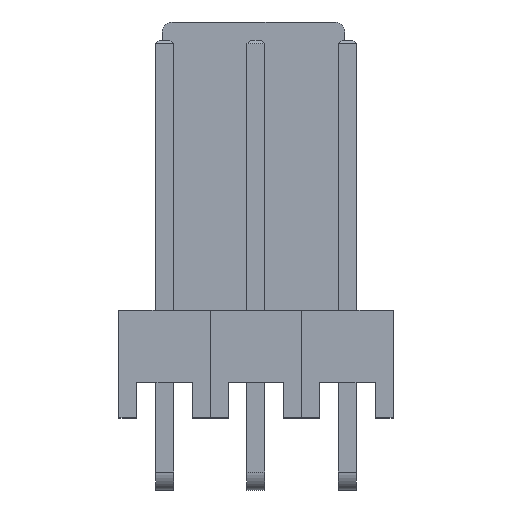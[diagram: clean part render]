
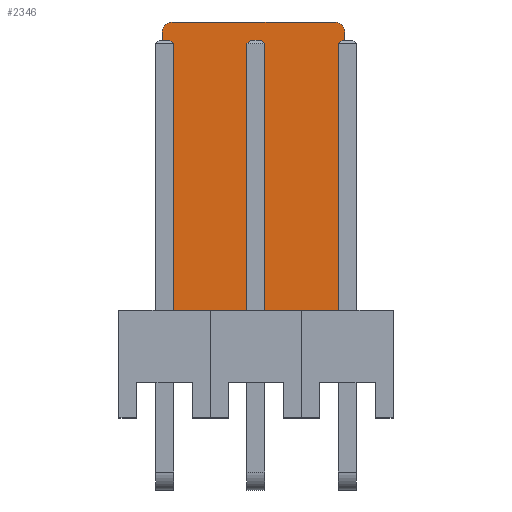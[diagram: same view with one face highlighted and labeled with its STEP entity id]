
A CAD part, front view. The second image highlights one B-rep face of the part: STEP entity #2346.
In plain terms, the highlighted face is planar.
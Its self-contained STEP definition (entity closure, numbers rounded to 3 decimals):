
#1996 = PLANE('',#1997);
#1997 = AXIS2_PLACEMENT_3D('',#1998,#1999,#2000);
#1998 = CARTESIAN_POINT('',(6.28,3.,0.));
#1999 = DIRECTION('',(-1.,0.,0.));
#2000 = DIRECTION('',(0.,1.,0.));
#2021 = VERTEX_POINT('',#2022);
#2022 = CARTESIAN_POINT('',(6.28,3.,1.));
#2036 = PLANE('',#2037);
#2037 = AXIS2_PLACEMENT_3D('',#2038,#2039,#2040);
#2038 = CARTESIAN_POINT('',(1.2,3.,0.));
#2039 = DIRECTION('',(0.,1.,0.));
#2040 = DIRECTION('',(1.,0.,0.));
#2048 = EDGE_CURVE('',#2021,#2049,#2051,.T.);
#2049 = VERTEX_POINT('',#2050);
#2050 = CARTESIAN_POINT('',(6.28,10.7,1.));
#2051 = SURFACE_CURVE('',#2052,(#2056,#2063),.PCURVE_S1.);
#2052 = LINE('',#2053,#2054);
#2053 = CARTESIAN_POINT('',(6.28,3.,1.));
#2054 = VECTOR('',#2055,1.);
#2055 = DIRECTION('',(0.,1.,0.));
#2056 = PCURVE('',#1996,#2057);
#2057 = DEFINITIONAL_REPRESENTATION('',(#2058),#2062);
#2058 = LINE('',#2059,#2060);
#2059 = CARTESIAN_POINT('',(0.,-1.));
#2060 = VECTOR('',#2061,1.);
#2061 = DIRECTION('',(1.,0.));
#2062 = ( GEOMETRIC_REPRESENTATION_CONTEXT(2) 
PARAMETRIC_REPRESENTATION_CONTEXT() REPRESENTATION_CONTEXT('2D SPACE',''
  ) );
#2063 = PCURVE('',#2064,#2069);
#2064 = PLANE('',#2065);
#2065 = AXIS2_PLACEMENT_3D('',#2066,#2067,#2068);
#2066 = CARTESIAN_POINT('',(6.28,3.,1.));
#2067 = DIRECTION('',(0.,0.,-1.));
#2068 = DIRECTION('',(0.,1.,0.));
#2069 = DEFINITIONAL_REPRESENTATION('',(#2070),#2074);
#2070 = LINE('',#2071,#2072);
#2071 = CARTESIAN_POINT('',(0.,0.));
#2072 = VECTOR('',#2073,1.);
#2073 = DIRECTION('',(1.,0.));
#2074 = ( GEOMETRIC_REPRESENTATION_CONTEXT(2) 
PARAMETRIC_REPRESENTATION_CONTEXT() REPRESENTATION_CONTEXT('2D SPACE',''
  ) );
#2090 = CYLINDRICAL_SURFACE('',#2091,0.3);
#2091 = AXIS2_PLACEMENT_3D('',#2092,#2093,#2094);
#2092 = CARTESIAN_POINT('',(5.98,10.7,0.));
#2093 = DIRECTION('',(0.,0.,1.));
#2094 = DIRECTION('',(1.,0.,-0.));
#2145 = PLANE('',#2146);
#2146 = AXIS2_PLACEMENT_3D('',#2147,#2148,#2149);
#2147 = CARTESIAN_POINT('',(1.2,11.,0.));
#2148 = DIRECTION('',(1.,0.,0.));
#2149 = DIRECTION('',(0.,-1.,0.));
#2178 = CYLINDRICAL_SURFACE('',#2179,0.3);
#2179 = AXIS2_PLACEMENT_3D('',#2180,#2181,#2182);
#2180 = CARTESIAN_POINT('',(1.5,10.7,0.));
#2181 = DIRECTION('',(0.,0.,1.));
#2182 = DIRECTION('',(-0.,1.,0.));
#2206 = PLANE('',#2207);
#2207 = AXIS2_PLACEMENT_3D('',#2208,#2209,#2210);
#2208 = CARTESIAN_POINT('',(6.28,11.,0.));
#2209 = DIRECTION('',(0.,-1.,0.));
#2210 = DIRECTION('',(-1.,0.,0.));
#2249 = VERTEX_POINT('',#2250);
#2250 = CARTESIAN_POINT('',(5.98,11.,1.));
#2271 = EDGE_CURVE('',#2049,#2249,#2272,.T.);
#2272 = SURFACE_CURVE('',#2273,(#2278,#2285),.PCURVE_S1.);
#2273 = CIRCLE('',#2274,0.3);
#2274 = AXIS2_PLACEMENT_3D('',#2275,#2276,#2277);
#2275 = CARTESIAN_POINT('',(5.98,10.7,1.));
#2276 = DIRECTION('',(0.,0.,1.));
#2277 = DIRECTION('',(0.,-1.,0.));
#2278 = PCURVE('',#2090,#2279);
#2279 = DEFINITIONAL_REPRESENTATION('',(#2280),#2284);
#2280 = LINE('',#2281,#2282);
#2281 = CARTESIAN_POINT('',(-1.571,1.));
#2282 = VECTOR('',#2283,1.);
#2283 = DIRECTION('',(1.,0.));
#2284 = ( GEOMETRIC_REPRESENTATION_CONTEXT(2) 
PARAMETRIC_REPRESENTATION_CONTEXT() REPRESENTATION_CONTEXT('2D SPACE',''
  ) );
#2285 = PCURVE('',#2064,#2286);
#2286 = DEFINITIONAL_REPRESENTATION('',(#2287),#2295);
#2287 = ( BOUNDED_CURVE() B_SPLINE_CURVE(2,(#2288,#2289,#2290,#2291,
#2292,#2293,#2294),.UNSPECIFIED.,.F.,.F.) B_SPLINE_CURVE_WITH_KNOTS((1,2
    ,2,2,2,1),(-2.094,0.,2.094,4.189,
6.283,8.378),.UNSPECIFIED.) CURVE() 
GEOMETRIC_REPRESENTATION_ITEM() RATIONAL_B_SPLINE_CURVE((1.,0.5,1.,0.5,
1.,0.5,1.)) REPRESENTATION_ITEM('') );
#2288 = CARTESIAN_POINT('',(7.4,-0.3));
#2289 = CARTESIAN_POINT('',(7.4,0.22));
#2290 = CARTESIAN_POINT('',(7.85,-0.04));
#2291 = CARTESIAN_POINT('',(8.3,-0.3));
#2292 = CARTESIAN_POINT('',(7.85,-0.56));
#2293 = CARTESIAN_POINT('',(7.4,-0.82));
#2294 = CARTESIAN_POINT('',(7.4,-0.3));
#2295 = ( GEOMETRIC_REPRESENTATION_CONTEXT(2) 
PARAMETRIC_REPRESENTATION_CONTEXT() REPRESENTATION_CONTEXT('2D SPACE',''
  ) );
#2302 = VERTEX_POINT('',#2303);
#2303 = CARTESIAN_POINT('',(1.2,3.,1.));
#2324 = EDGE_CURVE('',#2302,#2021,#2325,.T.);
#2325 = SURFACE_CURVE('',#2326,(#2330,#2337),.PCURVE_S1.);
#2326 = LINE('',#2327,#2328);
#2327 = CARTESIAN_POINT('',(1.2,3.,1.));
#2328 = VECTOR('',#2329,1.);
#2329 = DIRECTION('',(1.,0.,0.));
#2330 = PCURVE('',#2036,#2331);
#2331 = DEFINITIONAL_REPRESENTATION('',(#2332),#2336);
#2332 = LINE('',#2333,#2334);
#2333 = CARTESIAN_POINT('',(0.,-1.));
#2334 = VECTOR('',#2335,1.);
#2335 = DIRECTION('',(1.,0.));
#2336 = ( GEOMETRIC_REPRESENTATION_CONTEXT(2) 
PARAMETRIC_REPRESENTATION_CONTEXT() REPRESENTATION_CONTEXT('2D SPACE',''
  ) );
#2337 = PCURVE('',#2064,#2338);
#2338 = DEFINITIONAL_REPRESENTATION('',(#2339),#2343);
#2339 = LINE('',#2340,#2341);
#2340 = CARTESIAN_POINT('',(0.,-5.08));
#2341 = VECTOR('',#2342,1.);
#2342 = DIRECTION('',(0.,1.));
#2343 = ( GEOMETRIC_REPRESENTATION_CONTEXT(2) 
PARAMETRIC_REPRESENTATION_CONTEXT() REPRESENTATION_CONTEXT('2D SPACE',''
  ) );
#2346 = ADVANCED_FACE('',(#2347),#2064,.F.);
#2347 = FACE_BOUND('',#2348,.F.);
#2348 = EDGE_LOOP('',(#2349,#2350,#2351,#2374,#2402,#2423));
#2349 = ORIENTED_EDGE('',*,*,#2048,.F.);
#2350 = ORIENTED_EDGE('',*,*,#2324,.F.);
#2351 = ORIENTED_EDGE('',*,*,#2352,.F.);
#2352 = EDGE_CURVE('',#2353,#2302,#2355,.T.);
#2353 = VERTEX_POINT('',#2354);
#2354 = CARTESIAN_POINT('',(1.2,10.7,1.));
#2355 = SURFACE_CURVE('',#2356,(#2360,#2367),.PCURVE_S1.);
#2356 = LINE('',#2357,#2358);
#2357 = CARTESIAN_POINT('',(1.2,11.,1.));
#2358 = VECTOR('',#2359,1.);
#2359 = DIRECTION('',(0.,-1.,0.));
#2360 = PCURVE('',#2064,#2361);
#2361 = DEFINITIONAL_REPRESENTATION('',(#2362),#2366);
#2362 = LINE('',#2363,#2364);
#2363 = CARTESIAN_POINT('',(8.,-5.08));
#2364 = VECTOR('',#2365,1.);
#2365 = DIRECTION('',(-1.,0.));
#2366 = ( GEOMETRIC_REPRESENTATION_CONTEXT(2) 
PARAMETRIC_REPRESENTATION_CONTEXT() REPRESENTATION_CONTEXT('2D SPACE',''
  ) );
#2367 = PCURVE('',#2145,#2368);
#2368 = DEFINITIONAL_REPRESENTATION('',(#2369),#2373);
#2369 = LINE('',#2370,#2371);
#2370 = CARTESIAN_POINT('',(0.,-1.));
#2371 = VECTOR('',#2372,1.);
#2372 = DIRECTION('',(1.,0.));
#2373 = ( GEOMETRIC_REPRESENTATION_CONTEXT(2) 
PARAMETRIC_REPRESENTATION_CONTEXT() REPRESENTATION_CONTEXT('2D SPACE',''
  ) );
#2374 = ORIENTED_EDGE('',*,*,#2375,.F.);
#2375 = EDGE_CURVE('',#2376,#2353,#2378,.T.);
#2376 = VERTEX_POINT('',#2377);
#2377 = CARTESIAN_POINT('',(1.5,11.,1.));
#2378 = SURFACE_CURVE('',#2379,(#2384,#2395),.PCURVE_S1.);
#2379 = CIRCLE('',#2380,0.3);
#2380 = AXIS2_PLACEMENT_3D('',#2381,#2382,#2383);
#2381 = CARTESIAN_POINT('',(1.5,10.7,1.));
#2382 = DIRECTION('',(0.,0.,1.));
#2383 = DIRECTION('',(0.,-1.,0.));
#2384 = PCURVE('',#2064,#2385);
#2385 = DEFINITIONAL_REPRESENTATION('',(#2386),#2394);
#2386 = ( BOUNDED_CURVE() B_SPLINE_CURVE(2,(#2387,#2388,#2389,#2390,
#2391,#2392,#2393),.UNSPECIFIED.,.F.,.F.) B_SPLINE_CURVE_WITH_KNOTS((1,2
    ,2,2,2,1),(-2.094,0.,2.094,4.189,
6.283,8.378),.UNSPECIFIED.) CURVE() 
GEOMETRIC_REPRESENTATION_ITEM() RATIONAL_B_SPLINE_CURVE((1.,0.5,1.,0.5,
1.,0.5,1.)) REPRESENTATION_ITEM('') );
#2387 = CARTESIAN_POINT('',(7.4,-4.78));
#2388 = CARTESIAN_POINT('',(7.4,-4.26));
#2389 = CARTESIAN_POINT('',(7.85,-4.52));
#2390 = CARTESIAN_POINT('',(8.3,-4.78));
#2391 = CARTESIAN_POINT('',(7.85,-5.04));
#2392 = CARTESIAN_POINT('',(7.4,-5.3));
#2393 = CARTESIAN_POINT('',(7.4,-4.78));
#2394 = ( GEOMETRIC_REPRESENTATION_CONTEXT(2) 
PARAMETRIC_REPRESENTATION_CONTEXT() REPRESENTATION_CONTEXT('2D SPACE',''
  ) );
#2395 = PCURVE('',#2178,#2396);
#2396 = DEFINITIONAL_REPRESENTATION('',(#2397),#2401);
#2397 = LINE('',#2398,#2399);
#2398 = CARTESIAN_POINT('',(-3.142,1.));
#2399 = VECTOR('',#2400,1.);
#2400 = DIRECTION('',(1.,0.));
#2401 = ( GEOMETRIC_REPRESENTATION_CONTEXT(2) 
PARAMETRIC_REPRESENTATION_CONTEXT() REPRESENTATION_CONTEXT('2D SPACE',''
  ) );
#2402 = ORIENTED_EDGE('',*,*,#2403,.F.);
#2403 = EDGE_CURVE('',#2249,#2376,#2404,.T.);
#2404 = SURFACE_CURVE('',#2405,(#2409,#2416),.PCURVE_S1.);
#2405 = LINE('',#2406,#2407);
#2406 = CARTESIAN_POINT('',(6.28,11.,1.));
#2407 = VECTOR('',#2408,1.);
#2408 = DIRECTION('',(-1.,0.,0.));
#2409 = PCURVE('',#2064,#2410);
#2410 = DEFINITIONAL_REPRESENTATION('',(#2411),#2415);
#2411 = LINE('',#2412,#2413);
#2412 = CARTESIAN_POINT('',(8.,0.));
#2413 = VECTOR('',#2414,1.);
#2414 = DIRECTION('',(0.,-1.));
#2415 = ( GEOMETRIC_REPRESENTATION_CONTEXT(2) 
PARAMETRIC_REPRESENTATION_CONTEXT() REPRESENTATION_CONTEXT('2D SPACE',''
  ) );
#2416 = PCURVE('',#2206,#2417);
#2417 = DEFINITIONAL_REPRESENTATION('',(#2418),#2422);
#2418 = LINE('',#2419,#2420);
#2419 = CARTESIAN_POINT('',(0.,-1.));
#2420 = VECTOR('',#2421,1.);
#2421 = DIRECTION('',(1.,0.));
#2422 = ( GEOMETRIC_REPRESENTATION_CONTEXT(2) 
PARAMETRIC_REPRESENTATION_CONTEXT() REPRESENTATION_CONTEXT('2D SPACE',''
  ) );
#2423 = ORIENTED_EDGE('',*,*,#2271,.F.);
